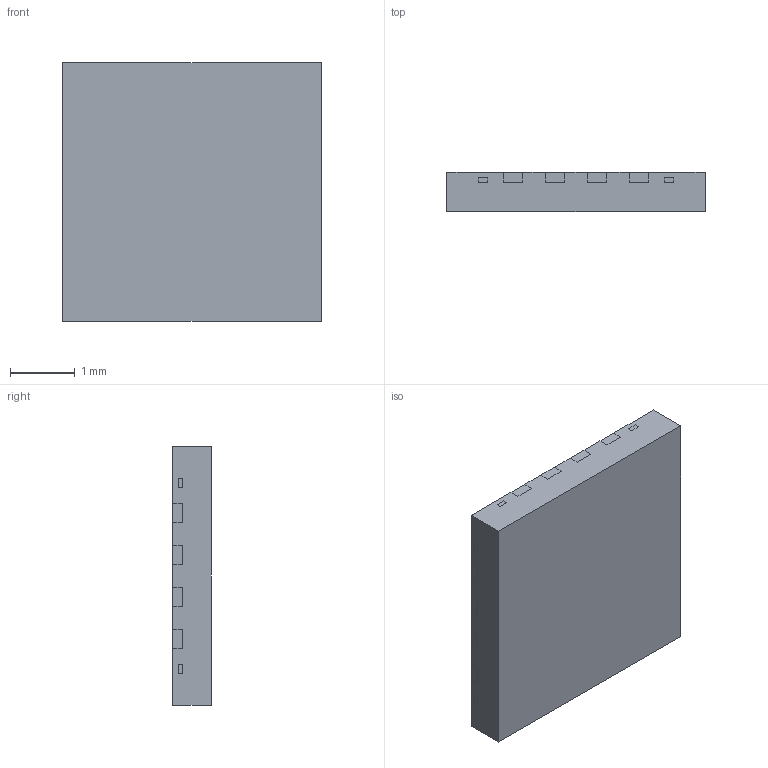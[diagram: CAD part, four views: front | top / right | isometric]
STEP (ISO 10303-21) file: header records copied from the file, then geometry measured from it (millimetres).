
FILE_DESCRIPTION(/* description */ ('Unknown'),/* implementation_level */ '2;1');
FILE_NAME(/* name */ 'QFN4040P16-B_STP',/* time_stamp */ '2020-11-19T15:43:19+08:00',/* author */ ('Unknown'),/* organization */ ('Unknown'),/* preprocessor_version */ 'ST-DEVELOPER v16.7',/* originating_system */ 'DEX',/* authorisation */ $);
FILE_SCHEMA (('AUTOMOTIVE_DESIGN {1 0 10303 214 3 1 1}'));
Length unit declared in the file: millimetre
Products named in the file (3): QFN4040P16-B; lf; cp
Assembly tree (2 placements, depth 2):
  QFN4040P16-B
    lf
    cp
Bounding box: 4 x 0.6 x 4 mm (x, y, z)
Volume: 9.6 mm3; surface area: 80.6 mm2
Topology: 18 solids, 18 shells, 607 faces, 1728 edges, 1152 vertices
Faces by surface type: plane 437, cylinder 170
Entity records: 21979 total; most frequent: CARTESIAN_POINT 3490, ORIENTED_EDGE 3456, DIRECTION 3288, EDGE_CURVE 1728, LINE 1388, VECTOR 1388, VERTEX_POINT 1152, AXIS2_PLACEMENT_3D 950
